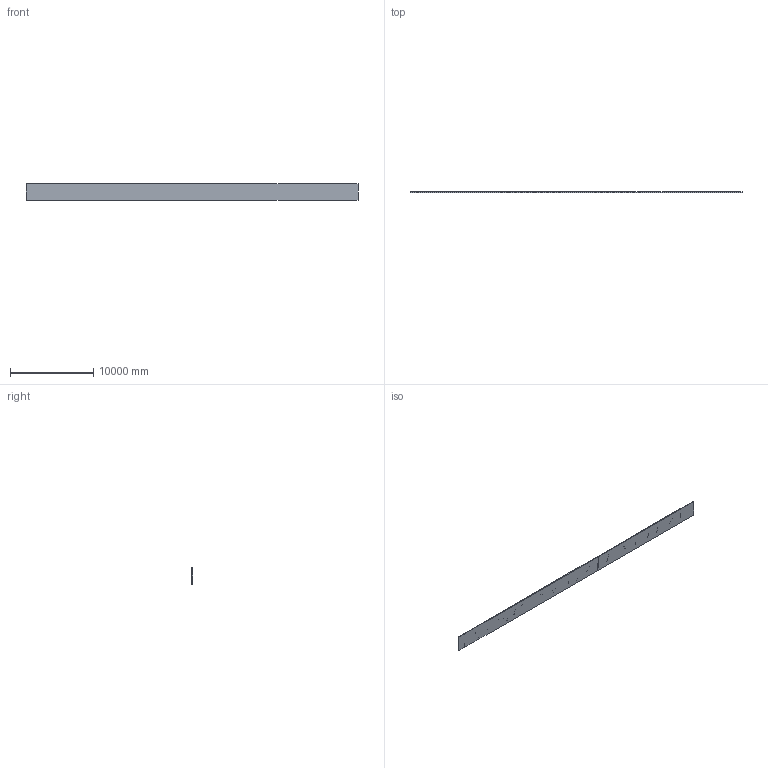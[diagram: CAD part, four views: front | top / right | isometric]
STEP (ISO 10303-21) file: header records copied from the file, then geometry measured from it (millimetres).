
FILE_DESCRIPTION (( 'STEP AP203' ), '1' );
FILE_NAME ('Road.STEP', '2023-06-26T17:14:25', ( '' ), ( '' ), 'SwSTEP 2.0', 'SolidWorks 2022', '' );
FILE_SCHEMA (( 'CONFIG_CONTROL_DESIGN' ));
Length unit declared in the file: millimetre
Products named in the file (1): Road
Bounding box: 40000 x 150 x 2000 mm (x, y, z)
Volume: 7963782196.2 mm3; surface area: 170056704.9 mm2
Topology: 1 solids, 1 shells, 119 faces, 288 edges, 192 vertices
Faces by surface type: plane 99, cylinder 12, torus 8
Entity records: 3503 total; most frequent: CARTESIAN_POINT 636, ORIENTED_EDGE 576, DIRECTION 540, EDGE_CURVE 288, VECTOR 252, LINE 252, VERTEX_POINT 192, AXIS2_PLACEMENT_3D 144
